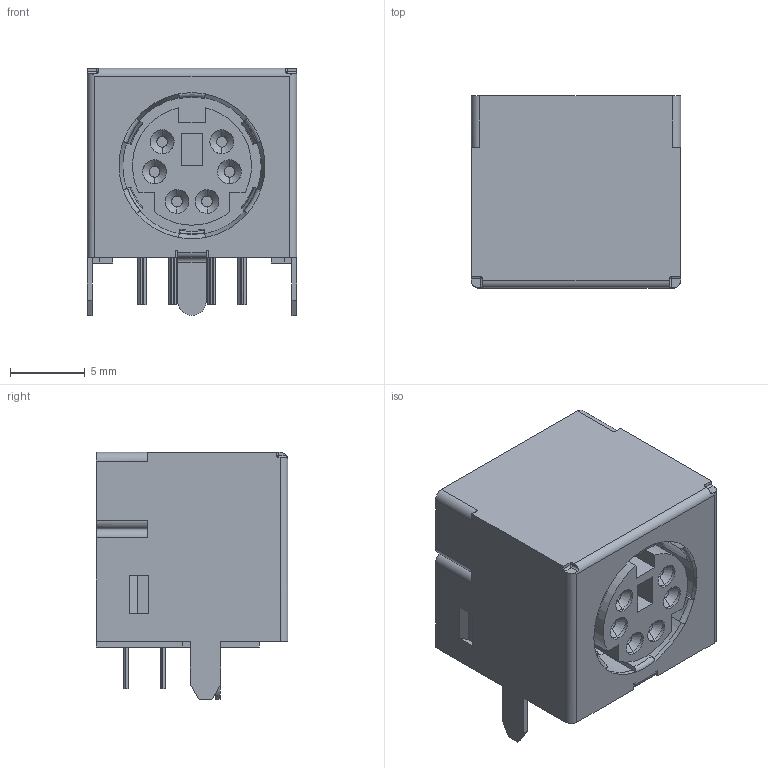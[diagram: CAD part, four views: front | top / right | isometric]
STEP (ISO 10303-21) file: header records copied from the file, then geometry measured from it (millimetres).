
FILE_DESCRIPTION(/* description */ (''),/* implementation_level */ '2;1');
FILE_NAME(/* name */ '5749265-1, TE mini DIN 6p',/* time_stamp */ '2023-05-20T17:44:24+02:00',/* author */ (''),/* organization */ (''),/* preprocessor_version */ 'ST-DEVELOPER v16.5',/* originating_system */ '',/* authorisation */ '');
FILE_SCHEMA (('AUTOMOTIVE_DESIGN'));
Length unit declared in the file: millimetre
Products named in the file (1): Document
Bounding box: 14 x 12.83 x 16.52 mm (x, y, z)
Surface area: 1691.7 mm2 (no closed solid volume)
Topology: 0 solids, 17 shells, 312 faces, 885 edges, 593 vertices
Faces by surface type: plane 164, cylinder 96, bspline 52
Entity records: 11443 total; most frequent: CARTESIAN_POINT 5813, ORIENTED_EDGE 1603, EDGE_CURVE 885, VERTEX_POINT 593, B_SPLINE_CURVE_WITH_KNOTS 587, EDGE_LOOP 330, ADVANCED_FACE 312, FACE_OUTER_BOUND 312
